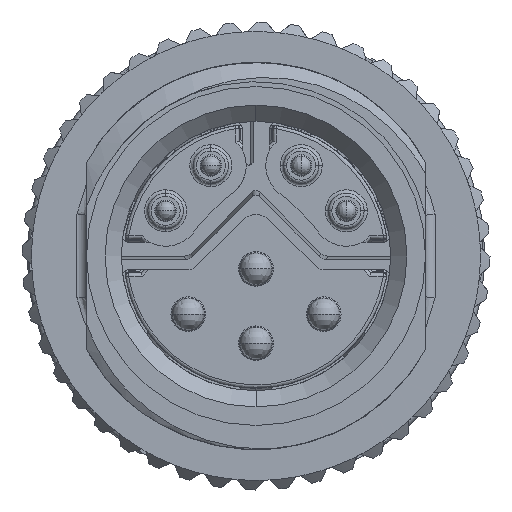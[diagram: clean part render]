
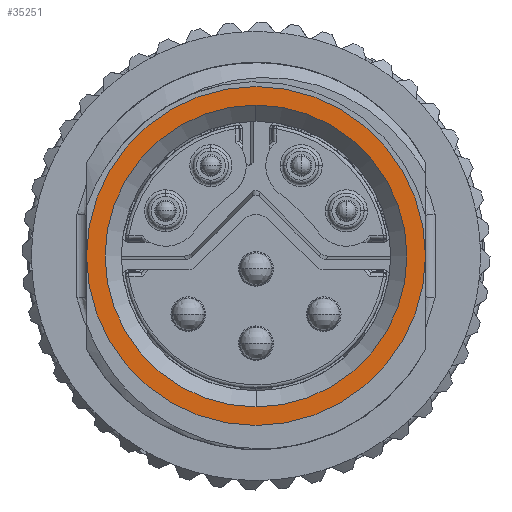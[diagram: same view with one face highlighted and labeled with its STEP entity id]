
A CAD part, left-side view. The second image highlights one B-rep face of the part: STEP entity #35251.
In plain terms, the highlighted planar face has unit normal (-1, 0, 0).
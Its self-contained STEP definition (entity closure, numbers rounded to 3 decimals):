
#620 = CARTESIAN_POINT ( 'NONE',  ( 70.4, 0., 5.25 ) ) ;
#1909 = CIRCLE ( 'NONE', #55936, 4.675 ) ;
#3376 = VERTEX_POINT ( 'NONE', #28153 ) ;
#4779 = CARTESIAN_POINT ( 'NONE',  ( 70.4, 0., -4.675 ) ) ;
#7395 = CARTESIAN_POINT ( 'NONE',  ( 70.4, 0., 4.675 ) ) ;
#9259 = EDGE_CURVE ( 'NONE', #41185, #49151, #64420, .T. ) ;
#9377 = CARTESIAN_POINT ( 'NONE',  ( 70.4, 0., 0. ) ) ;
#14139 = EDGE_CURVE ( 'NONE', #49151, #41185, #1909, .T. ) ;
#14616 = EDGE_LOOP ( 'NONE', ( #59227, #39151 ) ) ;
#14884 = DIRECTION ( 'NONE',  ( 0., 0., -1. ) ) ;
#18768 = AXIS2_PLACEMENT_3D ( 'NONE', #9377, #46467, #14884 ) ;
#19365 = CARTESIAN_POINT ( 'NONE',  ( 70.4, -5.25, 0. ) ) ;
#19865 = EDGE_CURVE ( 'NONE', #20940, #3376, #46390, .T. ) ;
#20940 = VERTEX_POINT ( 'NONE', #620 ) ;
#28153 = CARTESIAN_POINT ( 'NONE',  ( 70.4, 0., -5.25 ) ) ;
#33772 = DIRECTION ( 'NONE',  ( 0., 0., -1. ) ) ;
#33816 = FACE_BOUND ( 'NONE', #14616, .T. ) ;
#33821 = DIRECTION ( 'NONE',  ( -1., 0., 0. ) ) ;
#33912 = CARTESIAN_POINT ( 'NONE',  ( 70.4, 0., 0. ) ) ;
#35251 = ADVANCED_FACE ( 'NONE', ( #47779, #33816 ), #51028, .T. ) ;
#39111 = AXIS2_PLACEMENT_3D ( 'NONE', #33912, #33821, #33772 ) ;
#39151 = ORIENTED_EDGE ( 'NONE', *, *, #9259, .T. ) ;
#41185 = VERTEX_POINT ( 'NONE', #7395 ) ;
#42525 = DIRECTION ( 'NONE',  ( 0., 0., -1. ) ) ;
#42714 = DIRECTION ( 'NONE',  ( 1., 0., 0. ) ) ;
#42764 = CARTESIAN_POINT ( 'NONE',  ( 70.4, 0., 0. ) ) ;
#44185 = ORIENTED_EDGE ( 'NONE', *, *, #47218, .T. ) ;
#45294 = ORIENTED_EDGE ( 'NONE', *, *, #19865, .T. ) ;
#46390 = CIRCLE ( 'NONE', #39111, 5.25 ) ;
#46467 = DIRECTION ( 'NONE',  ( -1., 0., 0. ) ) ;
#47218 = EDGE_CURVE ( 'NONE', #3376, #20940, #55224, .T. ) ;
#47779 = FACE_OUTER_BOUND ( 'NONE', #67644, .T. ) ;
#49151 = VERTEX_POINT ( 'NONE', #4779 ) ;
#50132 = DIRECTION ( 'NONE',  ( 0., 0., -1. ) ) ;
#50141 = DIRECTION ( 'NONE',  ( 1., 0., 0. ) ) ;
#50301 = CARTESIAN_POINT ( 'NONE',  ( 70.4, 0., 0. ) ) ;
#50791 = AXIS2_PLACEMENT_3D ( 'NONE', #50301, #50141, #50132 ) ;
#51028 = PLANE ( 'NONE',  #54249 ) ;
#51573 = DIRECTION ( 'NONE',  ( 0., 0., -1. ) ) ;
#53945 = DIRECTION ( 'NONE',  ( -1., 0., 0. ) ) ;
#54249 = AXIS2_PLACEMENT_3D ( 'NONE', #19365, #53945, #51573 ) ;
#55224 = CIRCLE ( 'NONE', #18768, 5.25 ) ;
#55936 = AXIS2_PLACEMENT_3D ( 'NONE', #42764, #42714, #42525 ) ;
#59227 = ORIENTED_EDGE ( 'NONE', *, *, #14139, .T. ) ;
#64420 = CIRCLE ( 'NONE', #50791, 4.675 ) ;
#67644 = EDGE_LOOP ( 'NONE', ( #44185, #45294 ) ) ;
